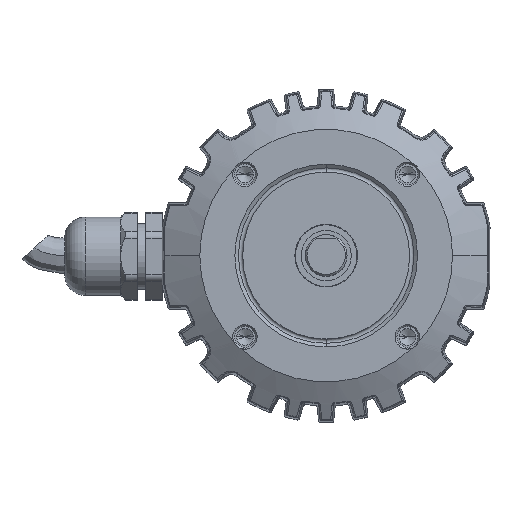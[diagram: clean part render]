
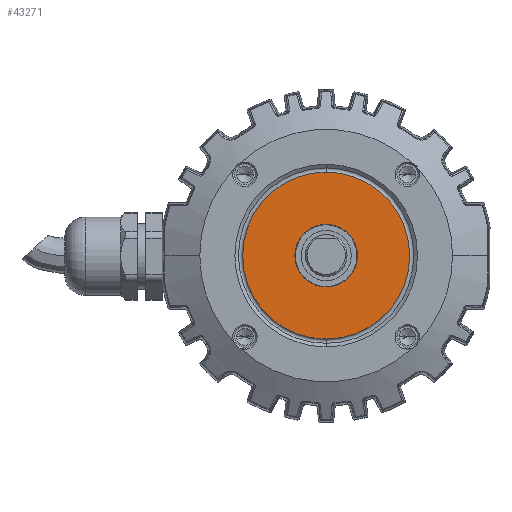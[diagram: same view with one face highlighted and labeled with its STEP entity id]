
A CAD part, top view. The second image highlights one B-rep face of the part: STEP entity #43271.
In plain terms, the highlighted planar face has unit normal (0, 0, 1).
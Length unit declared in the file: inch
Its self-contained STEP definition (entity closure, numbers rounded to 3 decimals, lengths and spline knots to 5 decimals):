
#848 = CIRCLE ( 'NONE', #8122, 0.99925 ) ;
#851 = CIRCLE ( 'NONE', #8120, 0.375 ) ;
#1551 = DIRECTION ( 'NONE',  ( 0., 1., 0. ) ) ;
#1555 = DIRECTION ( 'NONE',  ( 0., 0., -1. ) ) ;
#1557 = CARTESIAN_POINT ( 'NONE',  ( 0., 0., 1.433 ) ) ;
#1561 = DIRECTION ( 'NONE',  ( 0., 1., 0. ) ) ;
#1563 = DIRECTION ( 'NONE',  ( 0., 0., -1. ) ) ;
#1567 = CARTESIAN_POINT ( 'NONE',  ( 0., 0., 1.433 ) ) ;
#1754 = AXIS2_PLACEMENT_3D ( 'NONE', #46472, #46474, #46476 ) ;
#1930 = AXIS2_PLACEMENT_3D ( 'NONE', #19054, #19056, #19058 ) ;
#8120 = AXIS2_PLACEMENT_3D ( 'NONE', #1557, #1555, #1551 ) ;
#8122 = AXIS2_PLACEMENT_3D ( 'NONE', #1567, #1563, #1561 ) ;
#12376 = AXIS2_PLACEMENT_3D ( 'NONE', #25234, #25266, #25268 ) ;
#13043 = CARTESIAN_POINT ( 'NONE',  ( 0., 0.99925, 1.433 ) ) ;
#13063 = CARTESIAN_POINT ( 'NONE',  ( 0., -0.99925, 1.433 ) ) ;
#13121 = CARTESIAN_POINT ( 'NONE',  ( 0., 0.375, 1.433 ) ) ;
#13123 = CARTESIAN_POINT ( 'NONE',  ( 0., -0.375, 1.433 ) ) ;
#15960 = EDGE_CURVE ( 'NONE', #53042, #53020, #848, .T. ) ;
#15961 = EDGE_CURVE ( 'NONE', #53106, #53104, #851, .T. ) ;
#19054 = CARTESIAN_POINT ( 'NONE',  ( 0., 0., 1.433 ) ) ;
#19056 = DIRECTION ( 'NONE',  ( 0., 0., -1. ) ) ;
#19058 = DIRECTION ( 'NONE',  ( 0., 1., 0. ) ) ;
#23843 = EDGE_CURVE ( 'NONE', #53020, #53042, #30495, .T. ) ;
#23887 = EDGE_CURVE ( 'NONE', #53104, #53106, #30553, .T. ) ;
#25234 = CARTESIAN_POINT ( 'NONE',  ( 0., 0., 1.433 ) ) ;
#25262 = PLANE ( 'NONE',  #12376 ) ;
#25266 = DIRECTION ( 'NONE',  ( 0., 0., 1. ) ) ;
#25268 = DIRECTION ( 'NONE',  ( 1., 0., 0. ) ) ;
#29679 = ORIENTED_EDGE ( 'NONE', *, *, #23843, .F. ) ;
#29680 = ORIENTED_EDGE ( 'NONE', *, *, #15960, .F. ) ;
#29681 = ORIENTED_EDGE ( 'NONE', *, *, #23887, .T. ) ;
#29682 = ORIENTED_EDGE ( 'NONE', *, *, #15961, .T. ) ;
#30495 = CIRCLE ( 'NONE', #1754, 0.99925 ) ;
#30553 = CIRCLE ( 'NONE', #1930, 0.375 ) ;
#43271 = ADVANCED_FACE ( 'NONE', ( #47619, #47616 ), #25262, .T. ) ;
#46472 = CARTESIAN_POINT ( 'NONE',  ( 0., 0., 1.433 ) ) ;
#46474 = DIRECTION ( 'NONE',  ( 0., 0., -1. ) ) ;
#46476 = DIRECTION ( 'NONE',  ( 0., 1., 0. ) ) ;
#47616 = FACE_BOUND ( 'NONE', #52971, .T. ) ;
#47619 = FACE_OUTER_BOUND ( 'NONE', #52983, .T. ) ;
#52971 = EDGE_LOOP ( 'NONE', ( #29681, #29682 ) ) ;
#52983 = EDGE_LOOP ( 'NONE', ( #29679, #29680 ) ) ;
#53020 = VERTEX_POINT ( 'NONE', #13043 ) ;
#53042 = VERTEX_POINT ( 'NONE', #13063 ) ;
#53104 = VERTEX_POINT ( 'NONE', #13121 ) ;
#53106 = VERTEX_POINT ( 'NONE', #13123 ) ;
